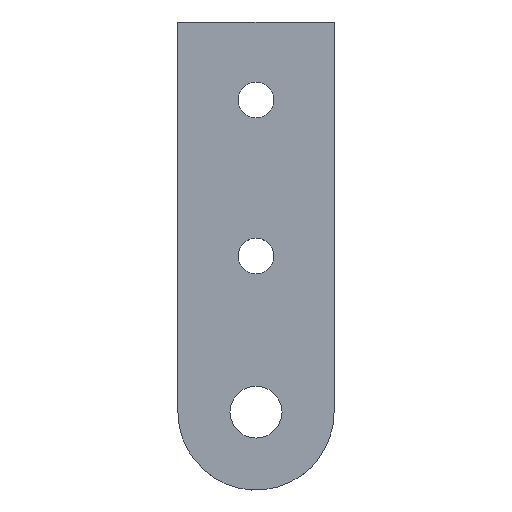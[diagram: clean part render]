
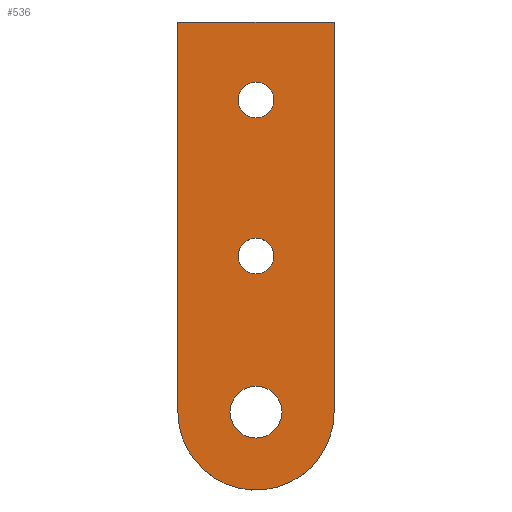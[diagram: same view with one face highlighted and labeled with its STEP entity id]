
A CAD part, top view. The second image highlights one B-rep face of the part: STEP entity #536.
In plain terms, the highlighted planar face has unit normal (0, 0, 1).
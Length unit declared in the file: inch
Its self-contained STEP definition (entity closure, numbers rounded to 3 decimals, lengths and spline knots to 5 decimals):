
#135=CARTESIAN_POINT('',(0.53033,-0.53033,0.25));
#136=VERTEX_POINT('',#135);
#145=CARTESIAN_POINT('',(-0.75,0.0,0.25));
#146=VERTEX_POINT('',#145);
#147=CARTESIAN_POINT('',(0.0,0.0,0.25));
#148=DIRECTION('',(0.0,0.0,1.0));
#149=DIRECTION('',(-0.707,-0.707,0.0));
#150=AXIS2_PLACEMENT_3D('',#147,#148,#149);
#151=CIRCLE('',#150,0.75);
#152=EDGE_CURVE('',#146,#136,#151,.T.);
#179=CARTESIAN_POINT('',(-0.25,0.0,0.25));
#180=VERTEX_POINT('',#179);
#196=CARTESIAN_POINT('',(0.25,0.0,0.25));
#197=VERTEX_POINT('',#196);
#204=CARTESIAN_POINT('',(0.0,0.0,0.25));
#205=DIRECTION('',(0.0,0.0,-1.0));
#206=DIRECTION('',(-1.0,0.0,0.0));
#207=AXIS2_PLACEMENT_3D('',#204,#205,#206);
#208=CIRCLE('',#207,0.25);
#209=EDGE_CURVE('',#180,#197,#208,.T.);
#221=CARTESIAN_POINT('',(-0.171,3.0,0.25));
#222=VERTEX_POINT('',#221);
#238=CARTESIAN_POINT('',(0.171,3.0,0.25));
#239=VERTEX_POINT('',#238);
#246=CARTESIAN_POINT('',(0.,3.0,0.25));
#247=DIRECTION('',(0.0,0.0,-1.0));
#248=DIRECTION('',(-1.0,0.0,0.0));
#249=AXIS2_PLACEMENT_3D('',#246,#247,#248);
#250=CIRCLE('',#249,0.171);
#251=EDGE_CURVE('',#222,#239,#250,.T.);
#263=CARTESIAN_POINT('',(-0.171,1.5,0.25));
#264=VERTEX_POINT('',#263);
#280=CARTESIAN_POINT('',(0.171,1.5,0.25));
#281=VERTEX_POINT('',#280);
#288=CARTESIAN_POINT('',(0.,1.5,0.25));
#289=DIRECTION('',(0.0,0.0,-1.0));
#290=DIRECTION('',(-1.0,0.0,0.0));
#291=AXIS2_PLACEMENT_3D('',#288,#289,#290);
#292=CIRCLE('',#291,0.171);
#293=EDGE_CURVE('',#264,#281,#292,.T.);
#304=CARTESIAN_POINT('',(0.,1.5,0.25));
#305=DIRECTION('',(0.0,0.0,-1.0));
#306=DIRECTION('',(-1.0,0.0,0.0));
#307=AXIS2_PLACEMENT_3D('',#304,#305,#306);
#308=CIRCLE('',#307,0.171);
#309=EDGE_CURVE('',#281,#264,#308,.T.);
#328=CARTESIAN_POINT('',(0.,3.0,0.25));
#329=DIRECTION('',(0.0,0.0,-1.0));
#330=DIRECTION('',(-1.0,0.0,0.0));
#331=AXIS2_PLACEMENT_3D('',#328,#329,#330);
#332=CIRCLE('',#331,0.171);
#333=EDGE_CURVE('',#239,#222,#332,.T.);
#352=CARTESIAN_POINT('',(0.0,0.0,0.25));
#353=DIRECTION('',(0.0,0.0,-1.0));
#354=DIRECTION('',(-1.0,0.0,0.0));
#355=AXIS2_PLACEMENT_3D('',#352,#353,#354);
#356=CIRCLE('',#355,0.25);
#357=EDGE_CURVE('',#197,#180,#356,.T.);
#384=CARTESIAN_POINT('',(-0.75,3.75,0.25));
#385=VERTEX_POINT('',#384);
#386=CARTESIAN_POINT('',(-0.75,3.75,0.25));
#387=DIRECTION('',(0.0,-1.0,0.0));
#388=VECTOR('',#387,3.75);
#389=LINE('',#386,#388);
#390=EDGE_CURVE('',#385,#146,#389,.T.);
#416=CARTESIAN_POINT('',(0.75,0.0,0.25));
#417=VERTEX_POINT('',#416);
#424=CARTESIAN_POINT('',(0.0,0.0,0.25));
#425=DIRECTION('',(0.0,0.0,1.0));
#426=DIRECTION('',(-0.707,-0.707,0.0));
#427=AXIS2_PLACEMENT_3D('',#424,#425,#426);
#428=CIRCLE('',#427,0.75);
#429=EDGE_CURVE('',#136,#417,#428,.T.);
#447=CARTESIAN_POINT('',(0.75,3.75,0.25));
#448=VERTEX_POINT('',#447);
#455=CARTESIAN_POINT('',(0.75,0.0,0.25));
#456=DIRECTION('',(0.0,1.0,0.0));
#457=VECTOR('',#456,3.75);
#458=LINE('',#455,#457);
#459=EDGE_CURVE('',#417,#448,#458,.T.);
#477=CARTESIAN_POINT('',(0.75,3.75,0.25));
#478=DIRECTION('',(-1.0,0.0,0.0));
#479=VECTOR('',#478,1.5);
#480=LINE('',#477,#479);
#481=EDGE_CURVE('',#448,#385,#480,.T.);
#512=CARTESIAN_POINT('',(0.,0.81276,0.25));
#513=DIRECTION('',(0.0,0.0,-1.0));
#514=DIRECTION('',(1.0,0.0,0.0));
#515=AXIS2_PLACEMENT_3D('',#512,#513,#514);
#516=PLANE('',#515);
#517=ORIENTED_EDGE('',*,*,#481,.T.);
#518=ORIENTED_EDGE('',*,*,#390,.T.);
#519=ORIENTED_EDGE('',*,*,#152,.T.);
#520=ORIENTED_EDGE('',*,*,#429,.T.);
#521=ORIENTED_EDGE('',*,*,#459,.T.);
#522=EDGE_LOOP('',(#517,#518,#519,#520,#521));
#523=FACE_OUTER_BOUND('',#522,.T.);
#524=ORIENTED_EDGE('',*,*,#293,.T.);
#525=ORIENTED_EDGE('',*,*,#309,.T.);
#526=EDGE_LOOP('',(#524,#525));
#527=FACE_BOUND('',#526,.T.);
#528=ORIENTED_EDGE('',*,*,#251,.T.);
#529=ORIENTED_EDGE('',*,*,#333,.T.);
#530=EDGE_LOOP('',(#528,#529));
#531=FACE_BOUND('',#530,.T.);
#532=ORIENTED_EDGE('',*,*,#209,.T.);
#533=ORIENTED_EDGE('',*,*,#357,.T.);
#534=EDGE_LOOP('',(#532,#533));
#535=FACE_BOUND('',#534,.T.);
#536=ADVANCED_FACE('',(#523,#527,#531,#535),#516,.F.);
